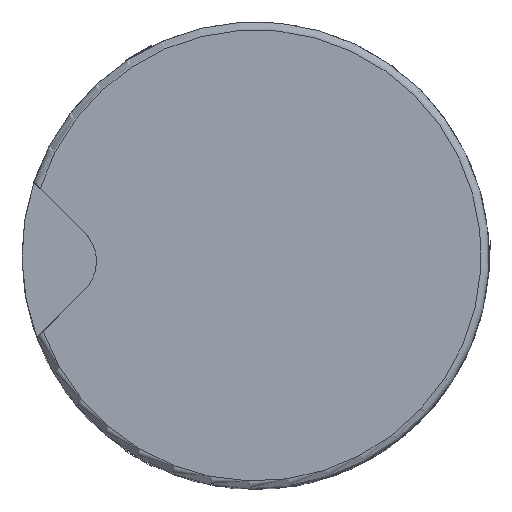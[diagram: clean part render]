
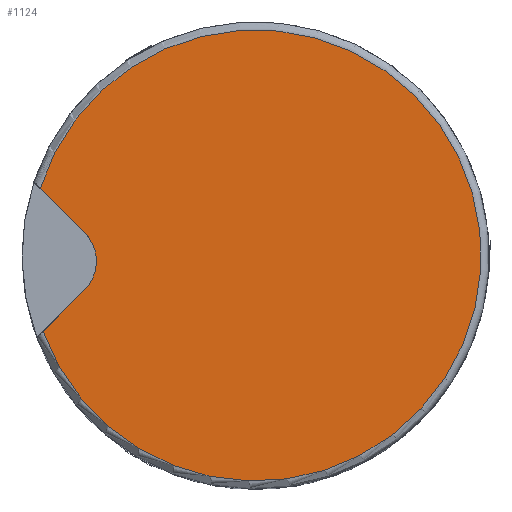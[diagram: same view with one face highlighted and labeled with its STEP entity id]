
A CAD part, top view. The second image highlights one B-rep face of the part: STEP entity #1124.
In plain terms, the highlighted planar face has unit normal (0, 0, 1).
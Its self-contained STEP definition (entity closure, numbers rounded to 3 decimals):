
#38=LINE($,#2046,#71);
#39=LINE($,#2049,#72);
#71=VECTOR($,#1645,7.799);
#72=VECTOR($,#1648,7.298);
#299=FACE_OUTER_BOUND($,#417,.T.);
#417=EDGE_LOOP($,(#963,#964,#965,#966));
#517=CIRCLE($,#1313,28.);
#518=CIRCLE($,#1315,5.);
#630=VERTEX_POINT($,#2018);
#633=VERTEX_POINT($,#2032);
#634=VERTEX_POINT($,#2045);
#635=VERTEX_POINT($,#2047);
#772=EDGE_CURVE($,#633,#630,#517,.T.);
#773=EDGE_CURVE($,#633,#634,#38,.T.);
#774=EDGE_CURVE($,#634,#635,#518,.T.);
#775=EDGE_CURVE($,#635,#630,#39,.T.);
#963=ORIENTED_EDGE($,*,*,#772,.F.);
#964=ORIENTED_EDGE($,*,*,#773,.T.);
#965=ORIENTED_EDGE($,*,*,#774,.T.);
#966=ORIENTED_EDGE($,*,*,#775,.T.);
#1054=PLANE($,#1314);
#1124=ADVANCED_FACE($,(#299),#1054,.F.);
#1313=AXIS2_PLACEMENT_3D($,#2043,#1641,#1642);
#1314=AXIS2_PLACEMENT_3D($,#2044,#1643,#1644);
#1315=AXIS2_PLACEMENT_3D($,#2048,#1646,#1647);
#1641=DIRECTION('center_axis',(0.,0.,
-1.));
#1642=DIRECTION('ref_axis',(1.,0.019,0.));
#1643=DIRECTION('center_axis',(0.,0.,
-1.));
#1644=DIRECTION('ref_axis',(0.707,0.707,0.));
#1645=DIRECTION($,(0.707,-0.707,0.));
#1646=DIRECTION('center_axis',(0.,0.,
-1.));
#1647=DIRECTION('ref_axis',(-0.707,0.707,0.));
#1648=DIRECTION($,(-0.707,-0.707,0.));
#2018=CARTESIAN_POINT('',(-26.374,-9.403,47.));
#2032=CARTESIAN_POINT('',(-26.728,8.343,47.));
#2043=CARTESIAN_POINT('Origin',(0.,0.,
47.));
#2044=CARTESIAN_POINT('Origin',(0.,0.,
47.));
#2045=CARTESIAN_POINT('',(-21.213,2.828,47.));
#2046=CARTESIAN_POINT($,(-15.203,-3.182,47.));
#2047=CARTESIAN_POINT('',(-21.213,-4.243,47.));
#2048=CARTESIAN_POINT('Origin',(-24.749,-0.707,47.));
#2049=CARTESIAN_POINT($,(-17.819,-0.849,47.));
